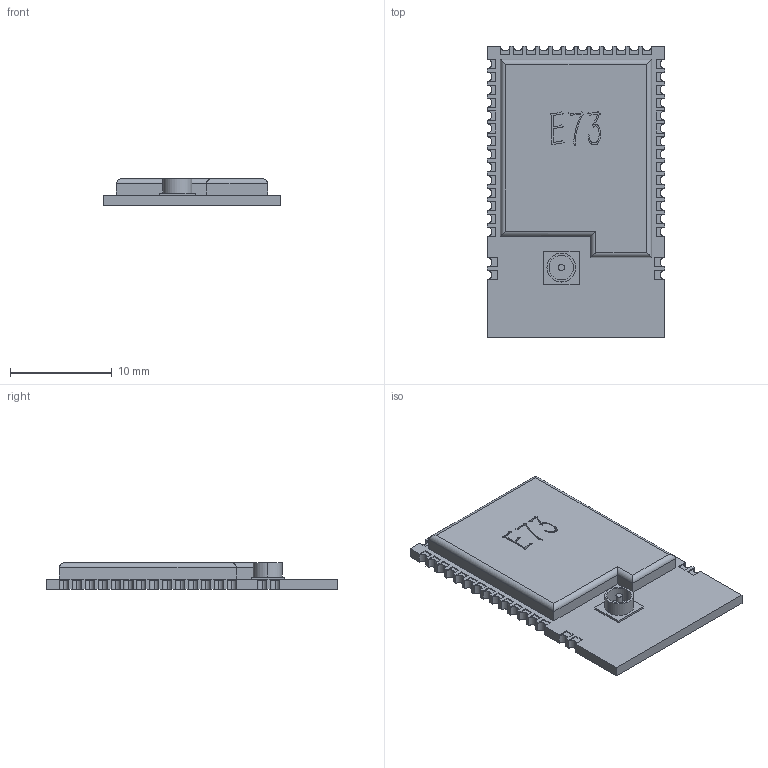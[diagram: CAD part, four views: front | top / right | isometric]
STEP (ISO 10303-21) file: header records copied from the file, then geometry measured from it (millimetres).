
FILE_DESCRIPTION (( 'STEP AP203' ), '1' );
FILE_NAME ('E73.STEP', '2022-11-27T10:49:25', ( '' ), ( '' ), 'SwSTEP 2.0', 'SolidWorks 2021', '' );
FILE_SCHEMA (( 'CONFIG_CONTROL_DESIGN' ));
Length unit declared in the file: millimetre
Products named in the file (1): E73
Bounding box: 17.5 x 28.7 x 2.6 mm (x, y, z)
Volume: 920.9 mm3; surface area: 1237.3 mm2
Topology: 1 solids, 1 shells, 407 faces, 1097 edges, 700 vertices
Faces by surface type: plane 297, cylinder 72, bspline 38
Entity records: 13860 total; most frequent: CARTESIAN_POINT 3781, ORIENTED_EDGE 2194, DIRECTION 1887, EDGE_CURVE 1097, LINE 883, VECTOR 883, VERTEX_POINT 700, AXIS2_PLACEMENT_3D 502
